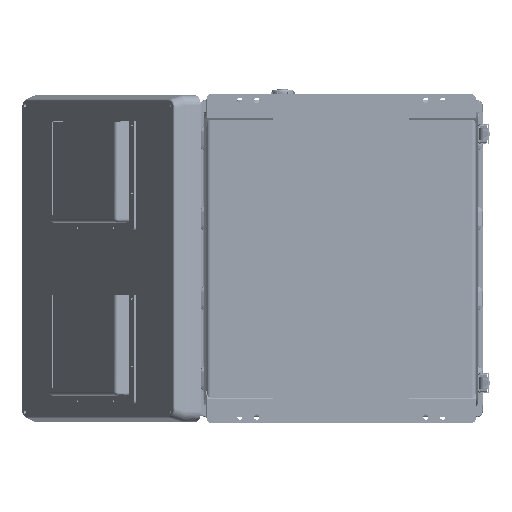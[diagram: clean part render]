
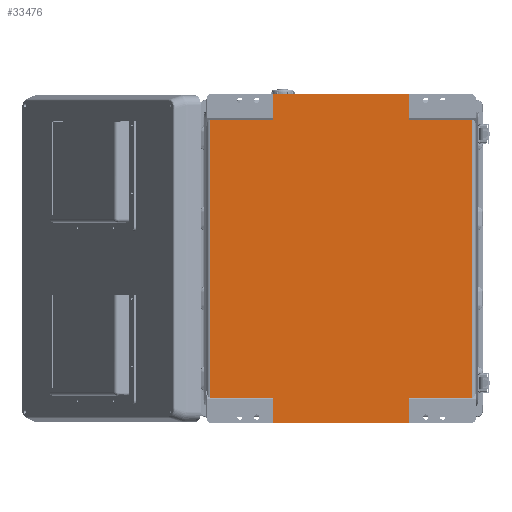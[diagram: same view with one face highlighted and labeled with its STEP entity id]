
A CAD part, front view. The second image highlights one B-rep face of the part: STEP entity #33476.
In plain terms, the highlighted planar face has unit normal (0, -1, 0).
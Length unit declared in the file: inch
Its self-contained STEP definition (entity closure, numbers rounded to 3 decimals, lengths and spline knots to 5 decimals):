
#2844 = DIRECTION ( 'NONE',  ( 0., 0., 1. ) ) ;
#3430 = DIRECTION ( 'NONE',  ( 1., 0., 0. ) ) ;
#4289 = CARTESIAN_POINT ( 'NONE',  ( -7.73754, 0.05906, -1.51961 ) ) ;
#4470 = CARTESIAN_POINT ( 'NONE',  ( -4.03163, 0.05906, -20.34606 ) ) ;
#5237 = LINE ( 'NONE', #70179, #64503 ) ;
#8484 = LINE ( 'NONE', #40264, #46559 ) ;
#11898 = VERTEX_POINT ( 'NONE', #60668 ) ;
#12430 = EDGE_CURVE ( 'NONE', #49206, #35676, #8484, .T. ) ;
#13042 = CARTESIAN_POINT ( 'NONE',  ( 7.73754, 0.05906, -17.96858 ) ) ;
#15123 = LINE ( 'NONE', #4289, #59300 ) ;
#19149 = VERTEX_POINT ( 'NONE', #96710 ) ;
#22390 = ORIENTED_EDGE ( 'NONE', *, *, #43638, .F. ) ;
#23716 = LINE ( 'NONE', #121819, #104932 ) ;
#24869 = ORIENTED_EDGE ( 'NONE', *, *, #48098, .F. ) ;
#25536 = VERTEX_POINT ( 'NONE', #66405 ) ;
#27897 = LINE ( 'NONE', #117309, #122769 ) ;
#29222 = EDGE_CURVE ( 'NONE', #11898, #49206, #5237, .T. ) ;
#29401 = CARTESIAN_POINT ( 'NONE',  ( 4.03163, 0.05906, -20.34606 ) ) ;
#33476 = ADVANCED_FACE ( 'NONE', ( #61463 ), #41231, .F. ) ;
#34303 = CARTESIAN_POINT ( 'NONE',  ( 4.03163, 0.05906, -19.48819 ) ) ;
#35676 = VERTEX_POINT ( 'NONE', #130423 ) ;
#38449 = EDGE_CURVE ( 'NONE', #103610, #35676, #103125, .T. ) ;
#39399 = ORIENTED_EDGE ( 'NONE', *, *, #111590, .F. ) ;
#40264 = CARTESIAN_POINT ( 'NONE',  ( 8.11811, 0.05906, 0. ) ) ;
#40531 = DIRECTION ( 'NONE',  ( 0., 0., 1. ) ) ;
#41231 = PLANE ( 'NONE',  #108892 ) ;
#41844 = DIRECTION ( 'NONE',  ( -1., 0., 0. ) ) ;
#43638 = EDGE_CURVE ( 'NONE', #106255, #98226, #63294, .T. ) ;
#46559 = VECTOR ( 'NONE', #64735, 39.37008 ) ;
#48098 = EDGE_CURVE ( 'NONE', #25536, #103610, #65611, .T. ) ;
#48331 = DIRECTION ( 'NONE',  ( 0., 0., 1. ) ) ;
#49206 = VERTEX_POINT ( 'NONE', #94305 ) ;
#49272 = DIRECTION ( 'NONE',  ( 0., 0., 1. ) ) ;
#52492 = ORIENTED_EDGE ( 'NONE', *, *, #68160, .T. ) ;
#56253 = VECTOR ( 'NONE', #141143, 39.37008 ) ;
#56584 = EDGE_CURVE ( 'NONE', #63655, #19149, #103333, .T. ) ;
#59300 = VECTOR ( 'NONE', #48331, 39.37008 ) ;
#59831 = CARTESIAN_POINT ( 'NONE',  ( -4.03163, 0.05906, 0.85787 ) ) ;
#59901 = DIRECTION ( 'NONE',  ( -1., 0., 0. ) ) ;
#60668 = CARTESIAN_POINT ( 'NONE',  ( 4.03163, 0.05906, -1.51961 ) ) ;
#61091 = DIRECTION ( 'NONE',  ( -1., 0., 0. ) ) ;
#61463 = FACE_OUTER_BOUND ( 'NONE', #120651, .T. ) ;
#63294 = LINE ( 'NONE', #29401, #67535 ) ;
#63655 = VERTEX_POINT ( 'NONE', #86014 ) ;
#64503 = VECTOR ( 'NONE', #49272, 39.37008 ) ;
#64735 = DIRECTION ( 'NONE',  ( -1., 0., 0. ) ) ;
#65611 = LINE ( 'NONE', #130582, #65758 ) ;
#65758 = VECTOR ( 'NONE', #132012, 39.37008 ) ;
#66405 = CARTESIAN_POINT ( 'NONE',  ( -7.73754, 0.05906, -1.51961 ) ) ;
#67246 = CARTESIAN_POINT ( 'NONE',  ( 4.03163, 0.05906, -17.96858 ) ) ;
#67535 = VECTOR ( 'NONE', #128959, 39.37008 ) ;
#68013 = EDGE_CURVE ( 'NONE', #86163, #11898, #27897, .T. ) ;
#68160 = EDGE_CURVE ( 'NONE', #81711, #86163, #130983, .T. ) ;
#70179 = CARTESIAN_POINT ( 'NONE',  ( 4.03163, 0.05906, 0.85787 ) ) ;
#71183 = ORIENTED_EDGE ( 'NONE', *, *, #71204, .F. ) ;
#71204 = EDGE_CURVE ( 'NONE', #81711, #106255, #129156, .T. ) ;
#77595 = ORIENTED_EDGE ( 'NONE', *, *, #12430, .T. ) ;
#78544 = ORIENTED_EDGE ( 'NONE', *, *, #79829, .F. ) ;
#79628 = CARTESIAN_POINT ( 'NONE',  ( -4.03163, 0.05906, -1.51961 ) ) ;
#79829 = EDGE_CURVE ( 'NONE', #82176, #25536, #15123, .T. ) ;
#81711 = VERTEX_POINT ( 'NONE', #13042 ) ;
#82176 = VERTEX_POINT ( 'NONE', #137658 ) ;
#83447 = ORIENTED_EDGE ( 'NONE', *, *, #29222, .T. ) ;
#83644 = CARTESIAN_POINT ( 'NONE',  ( 7.73754, 0.05906, -1.51961 ) ) ;
#85946 = VECTOR ( 'NONE', #41844, 39.37008 ) ;
#86014 = CARTESIAN_POINT ( 'NONE',  ( -4.03163, 0.05906, -17.96858 ) ) ;
#86163 = VERTEX_POINT ( 'NONE', #83644 ) ;
#87161 = ORIENTED_EDGE ( 'NONE', *, *, #56584, .T. ) ;
#94305 = CARTESIAN_POINT ( 'NONE',  ( 4.03163, 0.05906, 0. ) ) ;
#94663 = DIRECTION ( 'NONE',  ( 0., 1., 0. ) ) ;
#96546 = VECTOR ( 'NONE', #2844, 39.37008 ) ;
#96710 = CARTESIAN_POINT ( 'NONE',  ( -4.03163, 0.05906, -19.48819 ) ) ;
#97387 = CARTESIAN_POINT ( 'NONE',  ( 8.11811, 0.05906, -17.96858 ) ) ;
#97806 = CARTESIAN_POINT ( 'NONE',  ( 7.73754, 0.05906, -1.51961 ) ) ;
#97831 = VECTOR ( 'NONE', #142250, 39.37008 ) ;
#98226 = VERTEX_POINT ( 'NONE', #34303 ) ;
#100256 = VECTOR ( 'NONE', #59901, 39.37008 ) ;
#102285 = ORIENTED_EDGE ( 'NONE', *, *, #120736, .T. ) ;
#103125 = LINE ( 'NONE', #59831, #96546 ) ;
#103333 = LINE ( 'NONE', #4470, #97831 ) ;
#103610 = VERTEX_POINT ( 'NONE', #79628 ) ;
#104932 = VECTOR ( 'NONE', #3430, 39.37008 ) ;
#105471 = CARTESIAN_POINT ( 'NONE',  ( 8.11811, 0.05906, -1.51961 ) ) ;
#106255 = VERTEX_POINT ( 'NONE', #67246 ) ;
#108892 = AXIS2_PLACEMENT_3D ( 'NONE', #105471, #94663, #40531 ) ;
#111590 = EDGE_CURVE ( 'NONE', #98226, #19149, #114708, .T. ) ;
#114708 = LINE ( 'NONE', #138560, #100256 ) ;
#114813 = ORIENTED_EDGE ( 'NONE', *, *, #38449, .F. ) ;
#114916 = ORIENTED_EDGE ( 'NONE', *, *, #68013, .T. ) ;
#117309 = CARTESIAN_POINT ( 'NONE',  ( 8.11811, 0.05906, -1.51961 ) ) ;
#120651 = EDGE_LOOP ( 'NONE', ( #78544, #102285, #87161, #39399, #22390, #71183, #52492, #114916, #83447, #77595, #114813, #24869 ) ) ;
#120736 = EDGE_CURVE ( 'NONE', #82176, #63655, #23716, .T. ) ;
#121819 = CARTESIAN_POINT ( 'NONE',  ( -8.11811, 0.05906, -17.96858 ) ) ;
#122769 = VECTOR ( 'NONE', #61091, 39.37008 ) ;
#128959 = DIRECTION ( 'NONE',  ( 0., 0., -1. ) ) ;
#129156 = LINE ( 'NONE', #97387, #85946 ) ;
#130423 = CARTESIAN_POINT ( 'NONE',  ( -4.03163, 0.05906, 0. ) ) ;
#130582 = CARTESIAN_POINT ( 'NONE',  ( -8.11811, 0.05906, -1.51961 ) ) ;
#130983 = LINE ( 'NONE', #97806, #56253 ) ;
#132012 = DIRECTION ( 'NONE',  ( 1., 0., 0. ) ) ;
#137658 = CARTESIAN_POINT ( 'NONE',  ( -7.73754, 0.05906, -17.96858 ) ) ;
#138560 = CARTESIAN_POINT ( 'NONE',  ( 8.11811, 0.05906, -19.48819 ) ) ;
#141143 = DIRECTION ( 'NONE',  ( 0., 0., 1. ) ) ;
#142250 = DIRECTION ( 'NONE',  ( 0., 0., -1. ) ) ;
